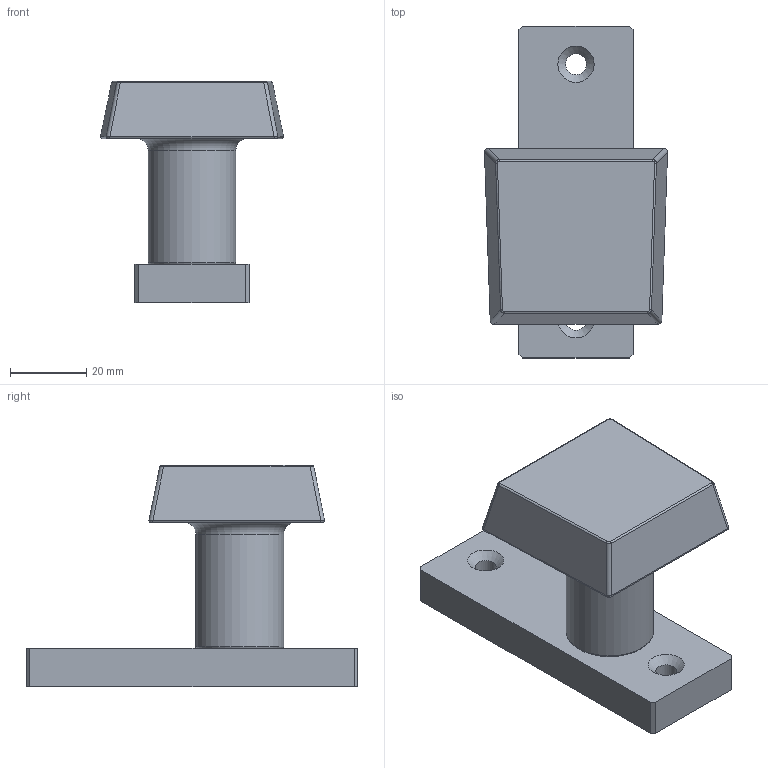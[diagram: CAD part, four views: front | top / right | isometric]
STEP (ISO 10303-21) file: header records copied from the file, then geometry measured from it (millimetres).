
FILE_DESCRIPTION (( 'STEP AP203' ), '1' );
FILE_NAME ('15800.STEP', '2024-08-13T09:37:20', ( '' ), ( '' ), 'SwSTEP 2.0', 'SolidWorks 2018', '' );
FILE_SCHEMA (( 'CONFIG_CONTROL_DESIGN' ));
Length unit declared in the file: millimetre
Products named in the file (3): 15800; 15800 Teil1_15800 Teil1; 15800 Teil2_15842 Teil2
Assembly tree (2 placements, depth 2):
  15800
    15800 Teil1_15800 Teil1
    15800 Teil2_15842 Teil2
Bounding box: 47.98 x 87 x 58 mm (x, y, z)
Volume: 61806.8 mm3; surface area: 18958 mm2
Topology: 2 solids, 2 shells, 278 faces, 720 edges, 473 vertices
Faces by surface type: plane 131, bspline 119, cylinder 20, torus 6, cone 2
Full cylindrical faces by diameter (mm): 5.5 x2, 12.2 x1, 17.8 x1, 20 x1, 23 x1, 25 x1, 26 x1
Entity records: 14270 total; most frequent: CARTESIAN_POINT 8047, ORIENTED_EDGE 1404, DIRECTION 833, EDGE_CURVE 702, VERTEX_POINT 471, VECTOR 423, LINE 423, EDGE_LOOP 327
